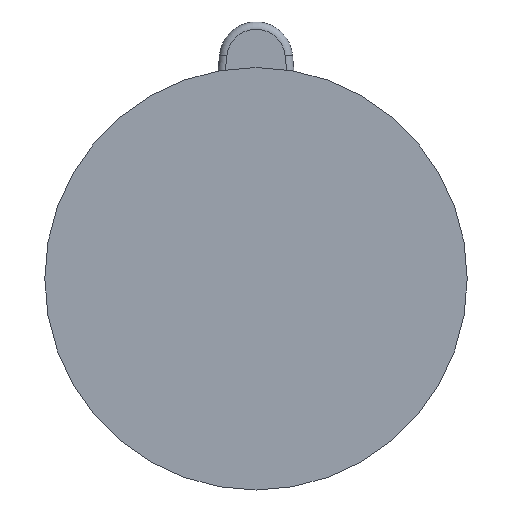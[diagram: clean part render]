
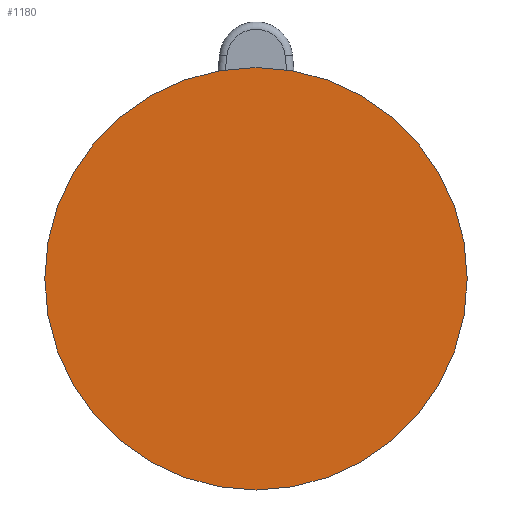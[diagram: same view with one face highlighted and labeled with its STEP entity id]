
A CAD part, front view. The second image highlights one B-rep face of the part: STEP entity #1180.
In plain terms, the highlighted planar face has unit normal (0, -1, 0).
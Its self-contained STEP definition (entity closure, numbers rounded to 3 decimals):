
#292=CARTESIAN_POINT('',(0.,47.,-0.25));
#293=DIRECTION('',(0.,1.,0.));
#294=DIRECTION('',(1.,0.,0.));
#295=AXIS2_PLACEMENT_3D('',#292,#293,#294);
#297=CARTESIAN_POINT('',(0.,47.,-0.25));
#298=DIRECTION('',(0.,1.,0.));
#299=DIRECTION('',(-1.,0.,0.));
#300=AXIS2_PLACEMENT_3D('',#297,#298,#299);
#753=CARTESIAN_POINT('',(86.5,47.,-0.25));
#754=CARTESIAN_POINT('',(-86.5,47.,-0.25));
#755=VERTEX_POINT('',#753);
#756=VERTEX_POINT('',#754);
#1170=CARTESIAN_POINT('',(0.,47.,-0.25));
#1171=DIRECTION('',(0.,-1.,0.));
#1172=DIRECTION('',(-1.,0.,0.));
#1173=AXIS2_PLACEMENT_3D('',#1170,#1171,#1172);
#1174=PLANE('',#1173);
#1175=ORIENTED_EDGE('',*,*,#1153,.T.);
#1177=ORIENTED_EDGE('',*,*,#1176,.T.);
#1178=EDGE_LOOP('',(#1175,#1177));
#1179=FACE_OUTER_BOUND('',#1178,.F.);
#1180=ADVANCED_FACE('',(#1179),#1174,.T.);
#296=CIRCLE('',#295,86.5);
#301=CIRCLE('',#300,86.5);
#1153=EDGE_CURVE('',#755,#756,#296,.T.);
#1176=EDGE_CURVE('',#756,#755,#301,.T.);
